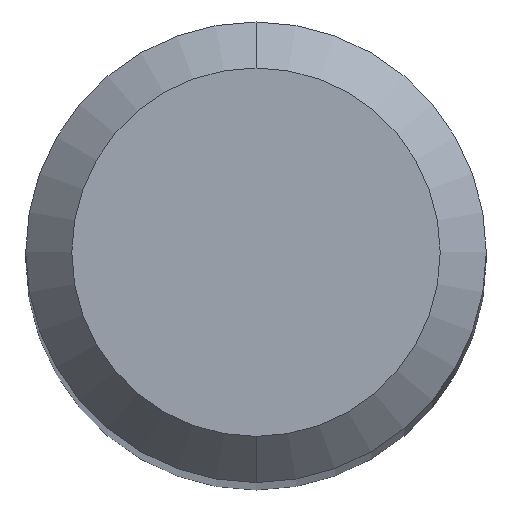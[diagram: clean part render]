
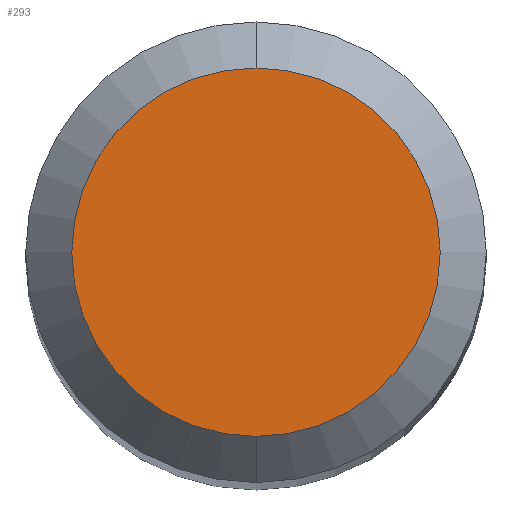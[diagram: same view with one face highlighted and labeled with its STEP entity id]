
A CAD part, top view. The second image highlights one B-rep face of the part: STEP entity #293.
In plain terms, the highlighted planar face has unit normal (0, 0, 1).
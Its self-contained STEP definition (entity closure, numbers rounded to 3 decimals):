
#259=VERTEX_POINT('',#576);
#293=ADVANCED_FACE('',(#612),#613,.T.);
#303=VERTEX_POINT('',#623);
#407=EDGE_CURVE('',#303,#259,#739,.T.);
#437=EDGE_CURVE('',#259,#303,#770,.T.);
#576=CARTESIAN_POINT('',(0.,-1.2,0.0));
#612=FACE_OUTER_BOUND('',#1041,.T.);
#613=PLANE('',#1042);
#623=CARTESIAN_POINT('',(0.0,1.2,0.0));
#739=CIRCLE('',#1321,1.2);
#770=CIRCLE('',#1404,1.2);
#1041=EDGE_LOOP('',(#1575,#1576));
#1042=AXIS2_PLACEMENT_3D('',#1577,#1578,#1579);
#1321=AXIS2_PLACEMENT_3D('',#1740,#1741,#1742);
#1404=AXIS2_PLACEMENT_3D('',#1764,#1765,#1766);
#1575=ORIENTED_EDGE('',*,*,#407,.F.);
#1576=ORIENTED_EDGE('',*,*,#437,.F.);
#1577=CARTESIAN_POINT('',(0.0,0.6,0.0));
#1578=DIRECTION('',(-0.0,0.0,1.0));
#1579=DIRECTION('',(0.0,-1.0,0.0));
#1740=CARTESIAN_POINT('',(0.0,0.0,0.0));
#1741=DIRECTION('',(0.0,0.0,-1.0));
#1742=DIRECTION('',(0.0,1.0,0.0));
#1764=CARTESIAN_POINT('',(0.0,0.0,0.0));
#1765=DIRECTION('',(0.0,0.0,-1.0));
#1766=DIRECTION('',(0.0,1.0,0.0));
